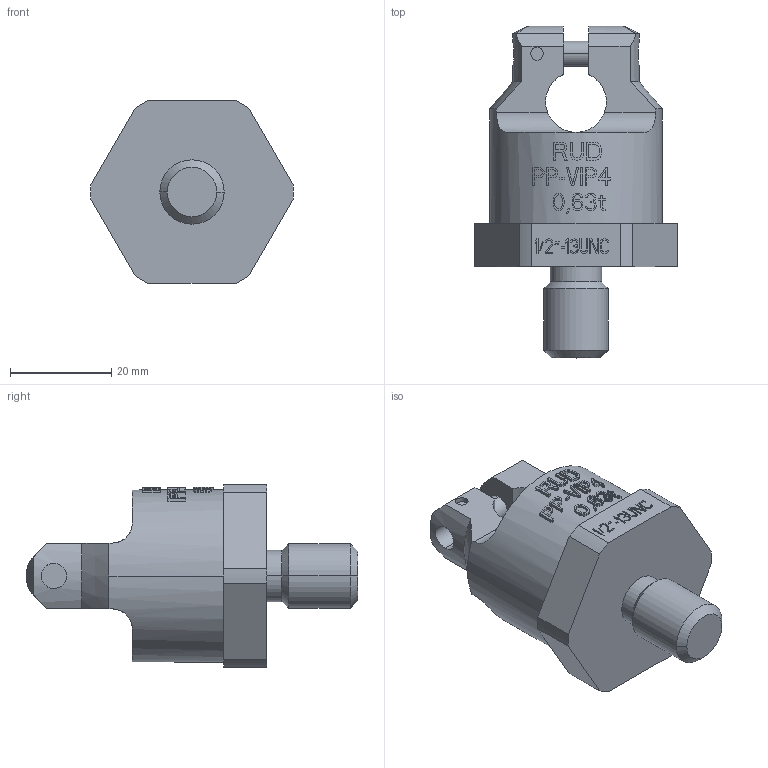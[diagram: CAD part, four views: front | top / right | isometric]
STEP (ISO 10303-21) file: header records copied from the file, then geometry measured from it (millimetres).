
FILE_DESCRIPTION((''),'2;1');
FILE_NAME('4PP-VIP4-0_63T-1_2Z','2005-01-19T',('jakubetz'),(''),'PRO/ENGINEER BY PARAMETRIC TECHNOLOGY CORPORATION, 2001400','PRO/ENGINEER BY PARAMETRIC TECHNOLOGY CORPORATION, 2001400','');
FILE_SCHEMA(('CONFIG_CONTROL_DESIGN'));
Length unit declared in the file: millimetre
Products named in the file (1): 4PP-VIP4-0_63T-1_2Z
Bounding box: 39.99 x 65.5 x 36 mm (x, y, z)
Volume: 32909 mm3; surface area: 9697.8 mm2
Topology: 2 solids, 2 shells, 653 faces, 1822 edges, 1212 vertices
Faces by surface type: plane 591, cylinder 54, cone 8
Entity records: 21585 total; most frequent: CARTESIAN_POINT 5568, ORIENTED_EDGE 3644, DIRECTION 2806, EDGE_CURVE 1822, VERTEX_POINT 1212, VECTOR 1132, LINE 1132, AXIS2_PLACEMENT_3D 837
